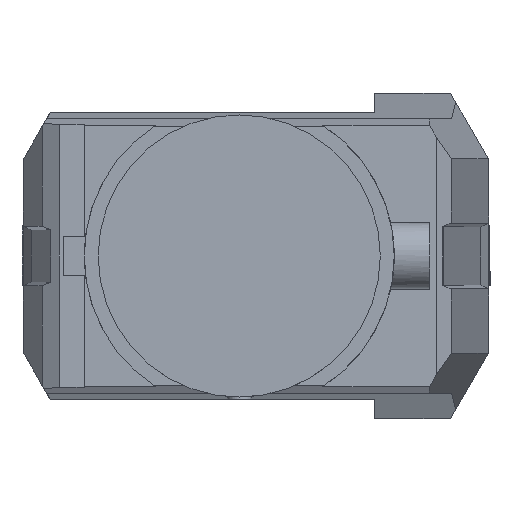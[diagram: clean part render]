
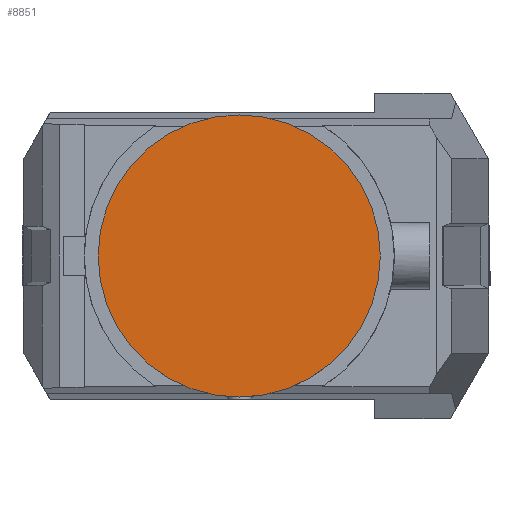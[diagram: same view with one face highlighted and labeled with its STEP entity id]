
A CAD part, left-side view. The second image highlights one B-rep face of the part: STEP entity #8851.
In plain terms, the highlighted planar face has unit normal (-1, 0, 0).
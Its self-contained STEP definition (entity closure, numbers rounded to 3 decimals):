
#252 = AXIS2_PLACEMENT_3D ( 'NONE', #11637, #4443, #12815 ) ;
#258 = FACE_OUTER_BOUND ( 'NONE', #7903, .T. ) ;
#1876 = ORIENTED_EDGE ( 'NONE', *, *, #7829, .F. ) ;
#2147 = AXIS2_PLACEMENT_3D ( 'NONE', #3423, #11864, #4666 ) ;
#3335 = VERTEX_POINT ( 'NONE', #14649 ) ;
#3423 = CARTESIAN_POINT ( 'NONE',  ( 182., 0., 1555. ) ) ;
#4321 = CARTESIAN_POINT ( 'NONE',  ( 182., 0., 1555. ) ) ;
#4443 = DIRECTION ( 'NONE',  ( 1., 0., 0. ) ) ;
#4662 = ORIENTED_EDGE ( 'NONE', *, *, #5937, .F. ) ;
#4666 = DIRECTION ( 'NONE',  ( 0., 0., 1. ) ) ;
#4899 = VERTEX_POINT ( 'NONE', #12116 ) ;
#5552 = DIRECTION ( 'NONE',  ( 0., 0., 1. ) ) ;
#5937 = EDGE_CURVE ( 'NONE', #3335, #4899, #8649, .T. ) ;
#6730 = PLANE ( 'NONE',  #15760 ) ;
#7829 = EDGE_CURVE ( 'NONE', #4899, #3335, #13563, .T. ) ;
#7903 = EDGE_LOOP ( 'NONE', ( #1876, #4662 ) ) ;
#8649 = CIRCLE ( 'NONE', #252, 106.5 ) ;
#8851 = ADVANCED_FACE ( 'NONE', ( #258 ), #6730, .T. ) ;
#11637 = CARTESIAN_POINT ( 'NONE',  ( 182., 0., 1555. ) ) ;
#11864 = DIRECTION ( 'NONE',  ( 1., 0., 0. ) ) ;
#12116 = CARTESIAN_POINT ( 'NONE',  ( 182., 0., 1661.5 ) ) ;
#12677 = DIRECTION ( 'NONE',  ( -1., 0., 0. ) ) ;
#12815 = DIRECTION ( 'NONE',  ( 0., 0., 1. ) ) ;
#13563 = CIRCLE ( 'NONE', #2147, 106.5 ) ;
#14649 = CARTESIAN_POINT ( 'NONE',  ( 182., 0., 1448.5 ) ) ;
#15760 = AXIS2_PLACEMENT_3D ( 'NONE', #4321, #12677, #5552 ) ;
